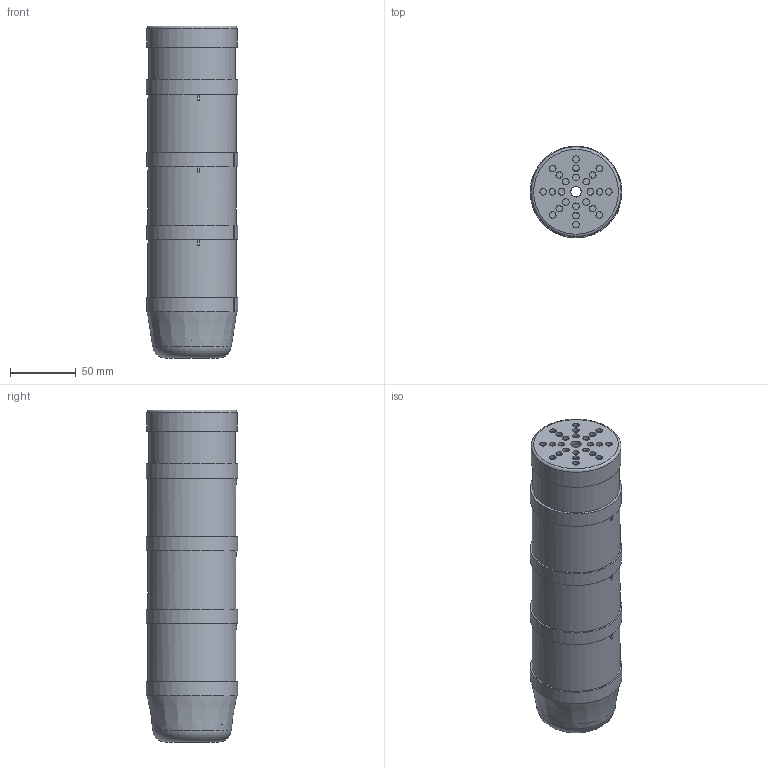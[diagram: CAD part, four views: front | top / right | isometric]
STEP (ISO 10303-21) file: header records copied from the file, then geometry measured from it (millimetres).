
FILE_DESCRIPTION((''),'2;1');
FILE_NAME('127472.stp','2019-10-01T11:00:06',('e.eickhoff'),(''),'Autodesk Inventor 2012','Autodesk Inventor 2012','');
FILE_SCHEMA(('AUTOMOTIVE_DESIGN { 1 0 10303 214 1 1 1 1 }'));
Length unit declared in the file: millimetre
Products named in the file (8): 127472; Summer; Kappe; Summer Hauptteil; Grundmodule; Grün; Gelb; Rot
Assembly tree (7 placements, depth 3):
  127472
    Summer
      Kappe
      Summer Hauptteil
    Grundmodule
    Grün
    Gelb
    Rot
Bounding box: 69.7 x 69.7 x 252.5 mm (x, y, z)
Volume: 209759.3 mm3; surface area: 167947.1 mm2
Topology: 6 solids, 6 shells, 131 faces, 267 edges, 177 vertices
Faces by surface type: cylinder 64, plane 62, torus 4, cone 1
Full cylindrical faces by diameter (mm): 5 x24, 8 x1, 15.6 x3, 17.9 x1, 19.6 x3, 20.9 x1, 22.563 x1, 26.5 x1, 28.5 x1, 32.6 x1, 60.2 x1, 60.5 x1, 61.5 x3, 63.2 x1, 63.5 x6, 63.7 x1, 63.9 x3, 64.1 x1, 64.5 x1, 65.8 x1, 67 x3, 68.5 x1, 69.7 x1
Entity records: 3588 total; most frequent: DIRECTION 626, CARTESIAN_POINT 516, ORIENTED_EDGE 394, EDGE_LOOP 286, AXIS2_PLACEMENT_3D 283, EDGE_CURVE 197, VERTEX_POINT 173, FACE_BOUND 155
